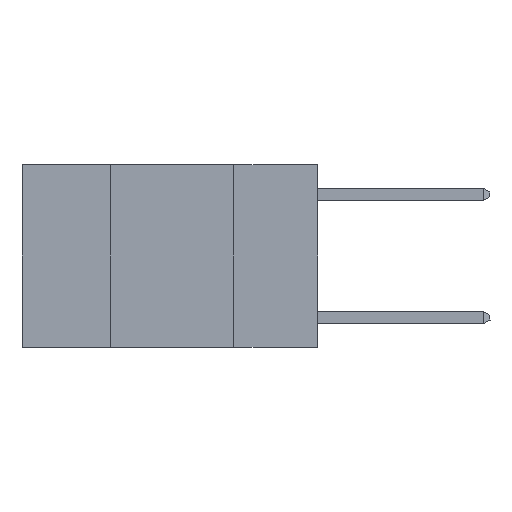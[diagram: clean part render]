
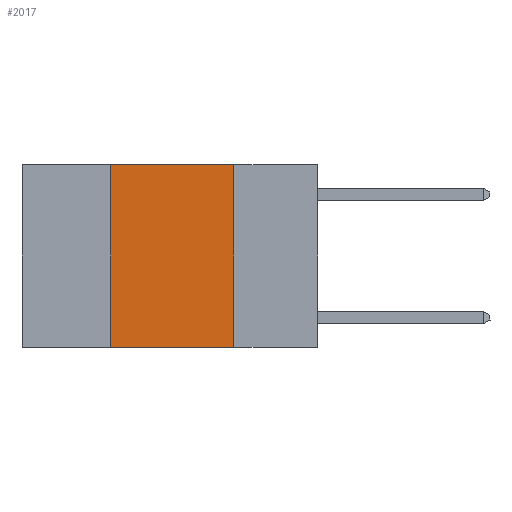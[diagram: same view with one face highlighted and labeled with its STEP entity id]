
A CAD part, left-side view. The second image highlights one B-rep face of the part: STEP entity #2017.
In plain terms, the highlighted planar face has unit normal (-1, 0, 0).
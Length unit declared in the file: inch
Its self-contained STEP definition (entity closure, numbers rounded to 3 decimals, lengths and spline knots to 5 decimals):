
#347 = LINE ( 'NONE', #5692, #21855 ) ;
#1391 = VERTEX_POINT ( 'NONE', #26593 ) ;
#1499 = ORIENTED_EDGE ( 'NONE', *, *, #14428, .F. ) ;
#2017 = ADVANCED_FACE ( 'NONE', ( #20688 ), #14667, .F. ) ;
#2791 = EDGE_LOOP ( 'NONE', ( #11608, #2810, #1499, #16340 ) ) ;
#2810 = ORIENTED_EDGE ( 'NONE', *, *, #13985, .F. ) ;
#5084 = LINE ( 'NONE', #16059, #21444 ) ;
#5419 = DIRECTION ( 'NONE',  ( 0., 0., -1. ) ) ;
#5692 = CARTESIAN_POINT ( 'NONE',  ( 0., 0.6, 0. ) ) ;
#6140 = LINE ( 'NONE', #27318, #22497 ) ;
#6159 = DIRECTION ( 'NONE',  ( 1., 0., 0. ) ) ;
#9832 = CARTESIAN_POINT ( 'NONE',  ( 0., 0.42, -0.37 ) ) ;
#10402 = DIRECTION ( 'NONE',  ( 0., 0., 1. ) ) ;
#10789 = VERTEX_POINT ( 'NONE', #23048 ) ;
#11608 = ORIENTED_EDGE ( 'NONE', *, *, #11978, .F. ) ;
#11978 = EDGE_CURVE ( 'NONE', #1391, #13298, #5084, .T. ) ;
#13298 = VERTEX_POINT ( 'NONE', #18037 ) ;
#13985 = EDGE_CURVE ( 'NONE', #10789, #1391, #347, .T. ) ;
#14428 = EDGE_CURVE ( 'NONE', #27667, #10789, #6140, .T. ) ;
#14584 = EDGE_CURVE ( 'NONE', #27667, #13298, #19534, .T. ) ;
#14667 = PLANE ( 'NONE',  #26539 ) ;
#14965 = CARTESIAN_POINT ( 'NONE',  ( 0., 0.6, -0.37 ) ) ;
#16059 = CARTESIAN_POINT ( 'NONE',  ( 0., 0.17, 0. ) ) ;
#16340 = ORIENTED_EDGE ( 'NONE', *, *, #14584, .T. ) ;
#18037 = CARTESIAN_POINT ( 'NONE',  ( 0., 0.17, -0.37 ) ) ;
#19534 = LINE ( 'NONE', #14965, #20212 ) ;
#20212 = VECTOR ( 'NONE', #23606, 39.37008 ) ;
#20688 = FACE_OUTER_BOUND ( 'NONE', #2791, .T. ) ;
#21096 = DIRECTION ( 'NONE',  ( 0., 0., -1. ) ) ;
#21444 = VECTOR ( 'NONE', #5419, 39.37008 ) ;
#21855 = VECTOR ( 'NONE', #22750, 39.37008 ) ;
#22497 = VECTOR ( 'NONE', #10402, 39.37008 ) ;
#22750 = DIRECTION ( 'NONE',  ( 0., -1., 0. ) ) ;
#23048 = CARTESIAN_POINT ( 'NONE',  ( 0., 0.42, 0. ) ) ;
#23137 = CARTESIAN_POINT ( 'NONE',  ( 0., 0.6, 0. ) ) ;
#23606 = DIRECTION ( 'NONE',  ( 0., -1., 0. ) ) ;
#26539 = AXIS2_PLACEMENT_3D ( 'NONE', #23137, #6159, #21096 ) ;
#26593 = CARTESIAN_POINT ( 'NONE',  ( 0., 0.17, 0. ) ) ;
#27318 = CARTESIAN_POINT ( 'NONE',  ( 0., 0.42, 0. ) ) ;
#27667 = VERTEX_POINT ( 'NONE', #9832 ) ;
